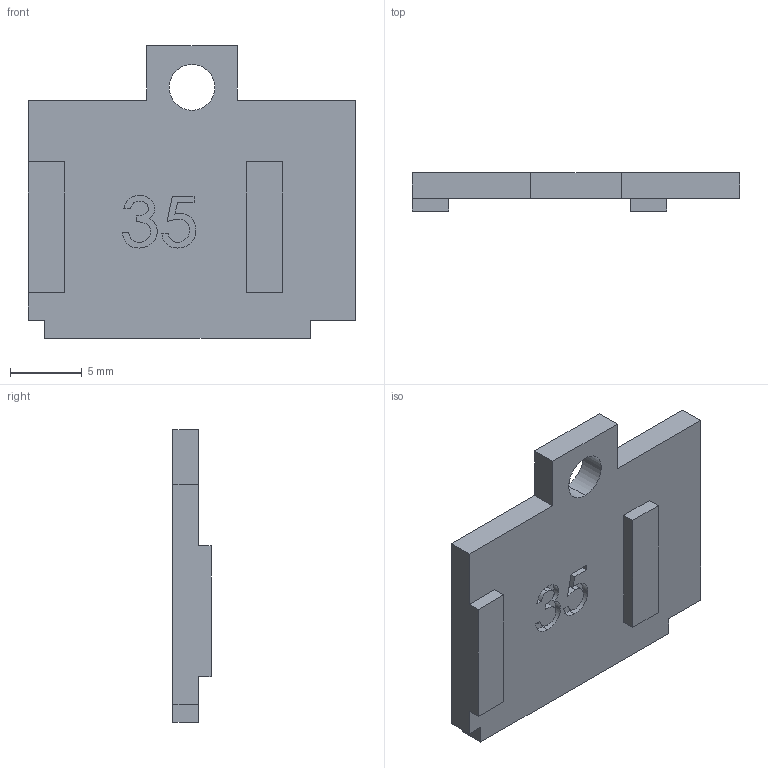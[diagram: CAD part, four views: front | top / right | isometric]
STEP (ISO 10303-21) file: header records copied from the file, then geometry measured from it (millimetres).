
FILE_DESCRIPTION (( 'STEP AP214' ), '1' );
FILE_NAME ('Display_Holder_35.STEP', '2022-10-16T00:53:36', ( '' ), ( '' ), 'SwSTEP 2.0', 'SolidWorks 2020', '' );
FILE_SCHEMA (( 'AUTOMOTIVE_DESIGN' ));
Length unit declared in the file: inch
Products named in the file (1): Display_Holder_35
Bounding box: 22.86 x 2.67 x 20.45 mm (x, y, z)
Volume: 733.1 mm3; surface area: 1012.2 mm2
Topology: 1 solids, 1 shells, 58 faces, 159 edges, 106 vertices
Faces by surface type: plane 34, bspline 22, cylinder 2
Entity records: 3031 total; most frequent: CARTESIAN_POINT 1658, ORIENTED_EDGE 318, DIRECTION 193, EDGE_CURVE 159, LINE 111, VECTOR 111, VERTEX_POINT 106, EDGE_LOOP 63
